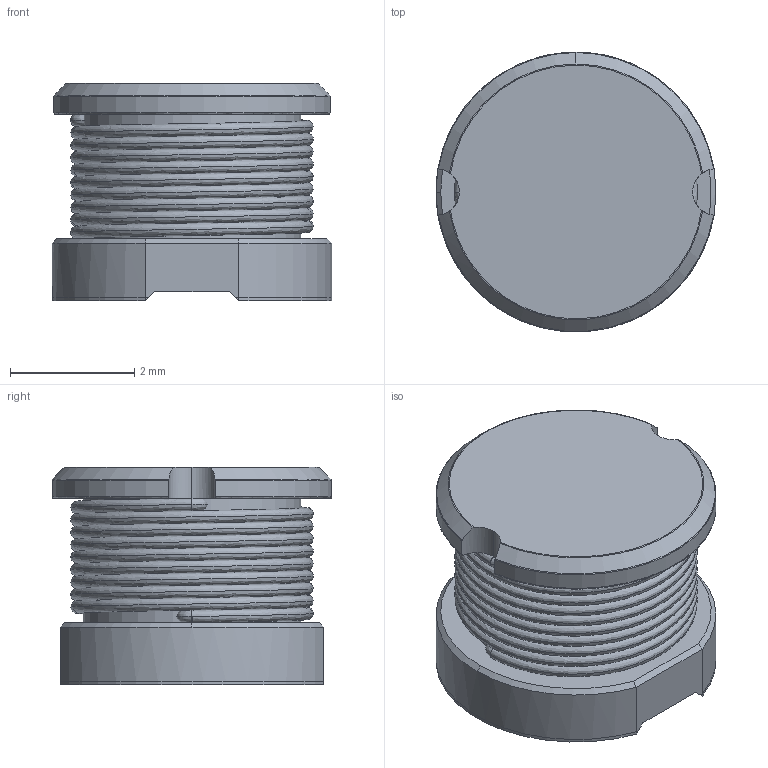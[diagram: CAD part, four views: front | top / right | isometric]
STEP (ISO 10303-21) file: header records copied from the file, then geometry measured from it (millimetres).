
FILE_DESCRIPTION (( 'STEP AP214' ), '1' );
FILE_NAME ('User Library-SDR0403.STEP', '2023-12-11T16:40:42', ( '' ), ( '' ), 'SwSTEP 2.0', 'SolidWorks 2022', '' );
FILE_SCHEMA (( 'AUTOMOTIVE_DESIGN' ));
Length unit declared in the file: centimetre
Products named in the file (8): BODY_BOT; COIL-END; LEADS; BODY_TOP; BODY_MID; COIL_BASE; User Library-SDR0403; COIL
Assembly tree (8 placements, depth 3):
  User Library-SDR0403
    LEADS
    BODY_BOT
    BODY_MID
    BODY_TOP
    COIL
      COIL_BASE
      COIL-END  x2
Bounding box: 4.5 x 4.5 x 3.5 mm (x, y, z)
Volume: 44.8 mm3; surface area: 208.7 mm2
Topology: 8 solids, 8 shells, 67 faces, 145 edges, 94 vertices
Faces by surface type: plane 30, cylinder 17, bspline 14, cone 6
Entity records: 10169 total; most frequent: CARTESIAN_POINT 7918, ORIENTED_EDGE 266, DIRECTION 261, EDGE_CURVE 133, AXIS2_PLACEMENT_3D 105, VERTEX_POINT 86, UNCERTAINTY_MEASURE_WITH_UNIT 82, MECHANICAL_DESIGN_GEOMETRIC_PRESENTATION_REPRESENTATION 74
